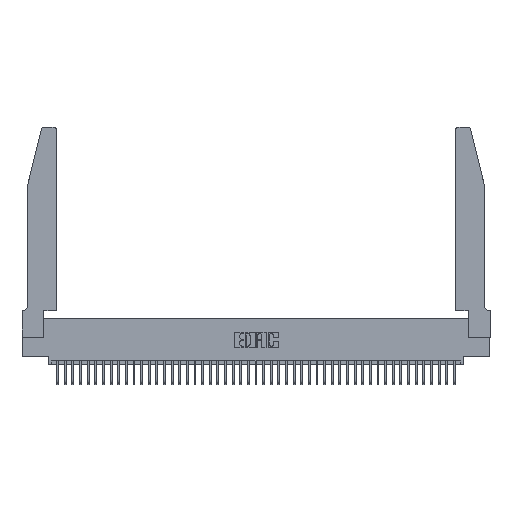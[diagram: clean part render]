
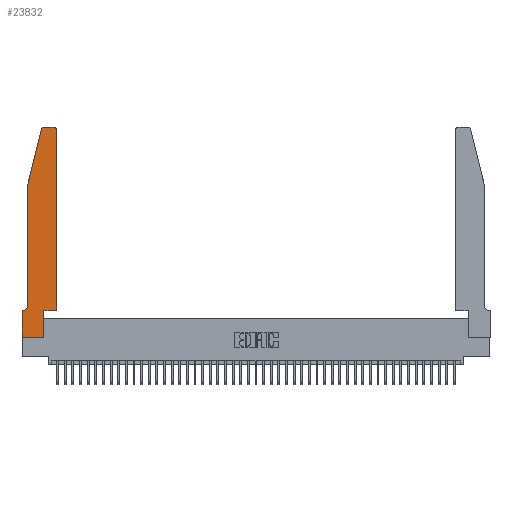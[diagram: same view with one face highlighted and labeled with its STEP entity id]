
A CAD part, top view. The second image highlights one B-rep face of the part: STEP entity #23832.
In plain terms, the highlighted planar face has unit normal (0, 0, 1).
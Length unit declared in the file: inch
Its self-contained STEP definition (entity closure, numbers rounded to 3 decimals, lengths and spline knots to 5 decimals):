
#874 = DIRECTION ( 'NONE',  ( -0.239, -0.971, 0. ) ) ;
#1740 = CARTESIAN_POINT ( 'NONE',  ( 0.0055, 0.35, 0.37 ) ) ;
#2028 = DIRECTION ( 'NONE',  ( 1., 0., 0. ) ) ;
#2175 = VECTOR ( 'NONE', #17712, 39.37008 ) ;
#2352 = LINE ( 'NONE', #6611, #39593 ) ;
#2803 = DIRECTION ( 'NONE',  ( 1., 0., 0. ) ) ;
#2891 = VECTOR ( 'NONE', #37254, 39.37008 ) ;
#3170 = LINE ( 'NONE', #11156, #18929 ) ;
#3288 = CARTESIAN_POINT ( 'NONE',  ( 0., 0.35, 0.37 ) ) ;
#3611 = EDGE_CURVE ( 'NONE', #20073, #11174, #40399, .T. ) ;
#3691 = VERTEX_POINT ( 'NONE', #1740 ) ;
#4138 = ORIENTED_EDGE ( 'NONE', *, *, #42151, .T. ) ;
#4348 = EDGE_CURVE ( 'NONE', #11077, #42627, #11179, .T. ) ;
#4541 = DIRECTION ( 'NONE',  ( 0., 0., 1. ) ) ;
#6441 = AXIS2_PLACEMENT_3D ( 'NONE', #32567, #21708, #25320 ) ;
#6611 = CARTESIAN_POINT ( 'NONE',  ( 0.0755, 0.35, 0.37 ) ) ;
#6635 = FACE_OUTER_BOUND ( 'NONE', #38123, .T. ) ;
#7719 = CARTESIAN_POINT ( 'NONE',  ( 0., 0.35, 0.37 ) ) ;
#7808 = CARTESIAN_POINT ( 'NONE',  ( 0.2865, 0., 0.37 ) ) ;
#8250 = EDGE_CURVE ( 'NONE', #42627, #20073, #28446, .T. ) ;
#8709 = CIRCLE ( 'NONE', #19386, 0.03 ) ;
#9091 = LINE ( 'NONE', #40578, #2891 ) ;
#9328 = CARTESIAN_POINT ( 'NONE',  ( 0., 0., 0.37 ) ) ;
#10071 = VERTEX_POINT ( 'NONE', #34382 ) ;
#10489 = CARTESIAN_POINT ( 'NONE',  ( 0., 0., 0.37 ) ) ;
#10603 = LINE ( 'NONE', #39290, #2175 ) ;
#11077 = VERTEX_POINT ( 'NONE', #9328 ) ;
#11156 = CARTESIAN_POINT ( 'NONE',  ( 0.2605, 2.75, 0.37 ) ) ;
#11174 = VERTEX_POINT ( 'NONE', #23963 ) ;
#11179 = LINE ( 'NONE', #10489, #15727 ) ;
#11470 = CIRCLE ( 'NONE', #38722, 0.03 ) ;
#11565 = ORIENTED_EDGE ( 'NONE', *, *, #24551, .T. ) ;
#11967 = DIRECTION ( 'NONE',  ( 1., 0., 0. ) ) ;
#12607 = DIRECTION ( 'NONE',  ( 0., 0., 1. ) ) ;
#13938 = DIRECTION ( 'NONE',  ( 1., 0., 0. ) ) ;
#14867 = VECTOR ( 'NONE', #23986, 39.37008 ) ;
#14959 = CARTESIAN_POINT ( 'NONE',  ( 0.4205, 2.72, 0.37 ) ) ;
#14969 = AXIS2_PLACEMENT_3D ( 'NONE', #3288, #20775, #2803 ) ;
#15727 = VECTOR ( 'NONE', #39345, 39.37008 ) ;
#16087 = VERTEX_POINT ( 'NONE', #46474 ) ;
#16465 = EDGE_CURVE ( 'NONE', #30069, #16087, #19237, .T. ) ;
#17267 = ORIENTED_EDGE ( 'NONE', *, *, #16465, .T. ) ;
#17712 = DIRECTION ( 'NONE',  ( 0., -1., 0. ) ) ;
#18206 = CARTESIAN_POINT ( 'NONE',  ( 0.4505, 0.35, 0.37 ) ) ;
#18927 = EDGE_CURVE ( 'NONE', #10071, #3691, #44233, .T. ) ;
#18929 = VECTOR ( 'NONE', #39572, 39.37008 ) ;
#19237 = LINE ( 'NONE', #22487, #22057 ) ;
#19386 = AXIS2_PLACEMENT_3D ( 'NONE', #14959, #4541, #11967 ) ;
#19643 = CARTESIAN_POINT ( 'NONE',  ( 0.4205, 2.75, 0.37 ) ) ;
#20073 = VERTEX_POINT ( 'NONE', #23488 ) ;
#20775 = DIRECTION ( 'NONE',  ( 0., 0., 1. ) ) ;
#21497 = VECTOR ( 'NONE', #43457, 39.37008 ) ;
#21708 = DIRECTION ( 'NONE',  ( 0., 0., -1. ) ) ;
#22057 = VECTOR ( 'NONE', #874, 39.37008 ) ;
#22487 = CARTESIAN_POINT ( 'NONE',  ( 0.0755, 2., 0.37 ) ) ;
#23488 = CARTESIAN_POINT ( 'NONE',  ( 0.2865, 0.35, 0.37 ) ) ;
#23832 = ADVANCED_FACE ( 'NONE', ( #6635 ), #27912, .T. ) ;
#23963 = CARTESIAN_POINT ( 'NONE',  ( 0.4505, 0.35, 0.37 ) ) ;
#23986 = DIRECTION ( 'NONE',  ( 0., 1., 0. ) ) ;
#24551 = EDGE_CURVE ( 'NONE', #46165, #39004, #3170, .T. ) ;
#25320 = DIRECTION ( 'NONE',  ( -1., 0., 0. ) ) ;
#25658 = VERTEX_POINT ( 'NONE', #38838 ) ;
#26907 = EDGE_CURVE ( 'NONE', #3691, #43424, #2352, .T. ) ;
#27254 = EDGE_CURVE ( 'NONE', #43424, #11077, #9091, .T. ) ;
#27771 = CARTESIAN_POINT ( 'NONE',  ( 0.2865, 0.35, 0.37 ) ) ;
#27912 = PLANE ( 'NONE',  #14969 ) ;
#28057 = VECTOR ( 'NONE', #13938, 39.37008 ) ;
#28446 = LINE ( 'NONE', #27771, #14867 ) ;
#28781 = CARTESIAN_POINT ( 'NONE',  ( 0.284, 2.75, 0.37 ) ) ;
#30069 = VERTEX_POINT ( 'NONE', #42730 ) ;
#30390 = ORIENTED_EDGE ( 'NONE', *, *, #38424, .T. ) ;
#30532 = ORIENTED_EDGE ( 'NONE', *, *, #3611, .T. ) ;
#31456 = ORIENTED_EDGE ( 'NONE', *, *, #26907, .T. ) ;
#31846 = ORIENTED_EDGE ( 'NONE', *, *, #41947, .T. ) ;
#32567 = CARTESIAN_POINT ( 'NONE',  ( 0.0055, 0.42, 0.37 ) ) ;
#34382 = CARTESIAN_POINT ( 'NONE',  ( 0.0755, 0.42, 0.37 ) ) ;
#35516 = CARTESIAN_POINT ( 'NONE',  ( 0.4505, 0.35, 0.37 ) ) ;
#36072 = ORIENTED_EDGE ( 'NONE', *, *, #37131, .T. ) ;
#36129 = LINE ( 'NONE', #18206, #21497 ) ;
#37131 = EDGE_CURVE ( 'NONE', #16087, #10071, #10603, .T. ) ;
#37180 = ORIENTED_EDGE ( 'NONE', *, *, #18927, .T. ) ;
#37254 = DIRECTION ( 'NONE',  ( 0., -1., 0. ) ) ;
#38123 = EDGE_LOOP ( 'NONE', ( #11565, #4138, #17267, #36072, #37180, #31456, #45992, #40174, #39818, #30532, #30390, #31846 ) ) ;
#38424 = EDGE_CURVE ( 'NONE', #11174, #25658, #36129, .T. ) ;
#38722 = AXIS2_PLACEMENT_3D ( 'NONE', #41281, #12607, #2028 ) ;
#38838 = CARTESIAN_POINT ( 'NONE',  ( 0.4505, 2.72, 0.37 ) ) ;
#39004 = VERTEX_POINT ( 'NONE', #28781 ) ;
#39290 = CARTESIAN_POINT ( 'NONE',  ( 0.0755, 2., 0.37 ) ) ;
#39345 = DIRECTION ( 'NONE',  ( 1., 0., 0. ) ) ;
#39572 = DIRECTION ( 'NONE',  ( -1., 0., 0. ) ) ;
#39593 = VECTOR ( 'NONE', #46634, 39.37008 ) ;
#39818 = ORIENTED_EDGE ( 'NONE', *, *, #8250, .T. ) ;
#40174 = ORIENTED_EDGE ( 'NONE', *, *, #4348, .T. ) ;
#40399 = LINE ( 'NONE', #35516, #28057 ) ;
#40578 = CARTESIAN_POINT ( 'NONE',  ( 0., 0., 0.37 ) ) ;
#41281 = CARTESIAN_POINT ( 'NONE',  ( 0.284, 2.72, 0.37 ) ) ;
#41947 = EDGE_CURVE ( 'NONE', #25658, #46165, #8709, .T. ) ;
#42151 = EDGE_CURVE ( 'NONE', #39004, #30069, #11470, .T. ) ;
#42627 = VERTEX_POINT ( 'NONE', #7808 ) ;
#42730 = CARTESIAN_POINT ( 'NONE',  ( 0.25487, 2.72718, 0.37 ) ) ;
#43424 = VERTEX_POINT ( 'NONE', #7719 ) ;
#43457 = DIRECTION ( 'NONE',  ( 0., 1., 0. ) ) ;
#44233 = CIRCLE ( 'NONE', #6441, 0.07 ) ;
#45992 = ORIENTED_EDGE ( 'NONE', *, *, #27254, .T. ) ;
#46165 = VERTEX_POINT ( 'NONE', #19643 ) ;
#46474 = CARTESIAN_POINT ( 'NONE',  ( 0.0755, 2., 0.37 ) ) ;
#46634 = DIRECTION ( 'NONE',  ( -1., 0., 0. ) ) ;
